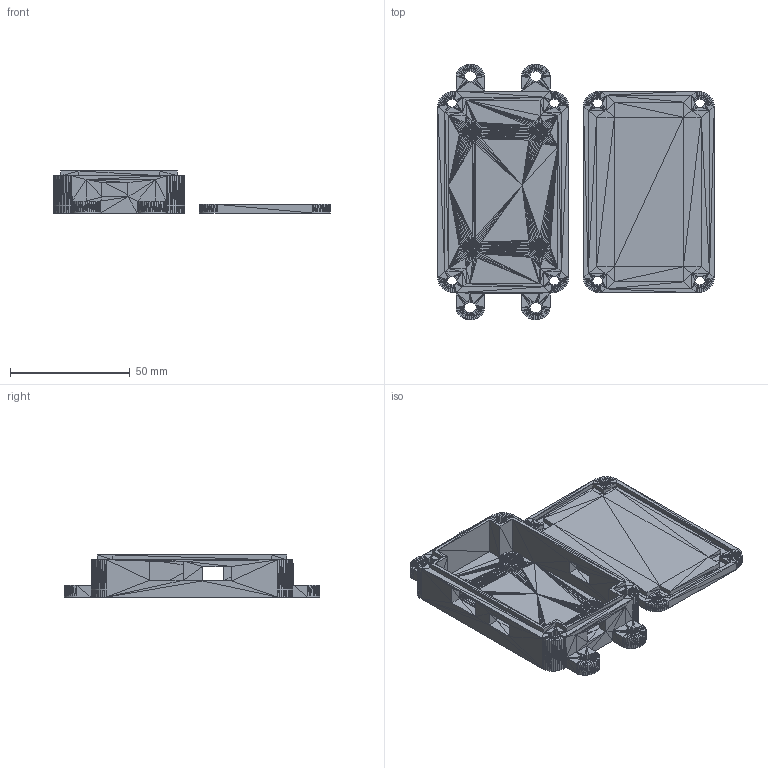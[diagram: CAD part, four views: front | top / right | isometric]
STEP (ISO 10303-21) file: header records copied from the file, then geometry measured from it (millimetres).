
FILE_DESCRIPTION((''),'2;1');
FILE_NAME('Power (1)', '2025-05-12T19:20:38', (''), (''), 'ImageToStl.com STEP Converter','', '');
FILE_SCHEMA(('AUTOMOTIVE_DESIGN_CC2'));
Length unit declared in the file: metre
Products named in the file (1): product0
Bounding box: 115.5 x 106.59 x 17.6 mm (x, y, z)
Surface area: 31549.1 mm2 (no closed solid volume)
Topology: 0 solids, 3714 shells, 3714 faces, 11142 edges, 1829 vertices
Faces by surface type: plane 3714
Entity records: 85394 total; most frequent: DIRECTION 18572, ORIENTED_EDGE 11142, EDGE_CURVE 11142, LINE 11142, VECTOR 11142, AXIS2_PLACEMENT_3D 3715, FACE_SURFACE 3714, PLANE 3714
